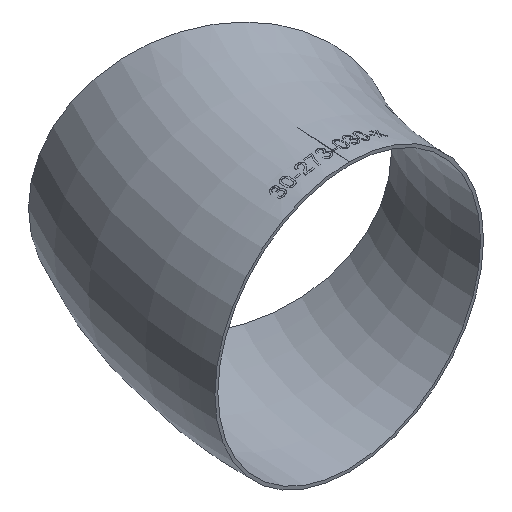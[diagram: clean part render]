
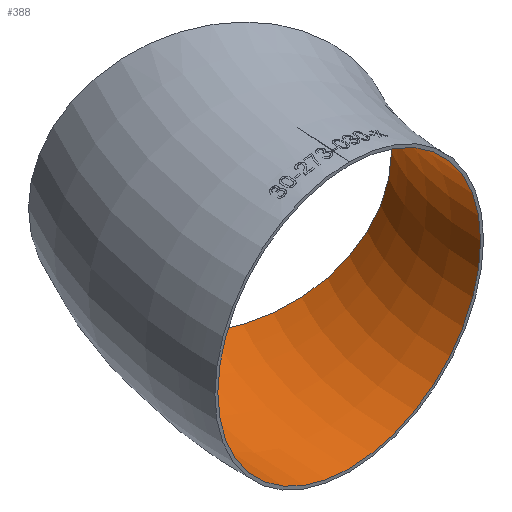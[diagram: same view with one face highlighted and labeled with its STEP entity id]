
A CAD part, isometric view. The second image highlights one B-rep face of the part: STEP entity #388.
In plain terms, the highlighted toroidal (fillet/blend) face has major radius 381 mm and minor radius 133.5 mm.
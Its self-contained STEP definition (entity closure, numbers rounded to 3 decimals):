
#39 = CARTESIAN_POINT ( 'NONE',  ( -445.57, 257.25, 0. ) ) ;
#277 = EDGE_LOOP ( 'NONE', ( #16093 ) ) ;
#388 = ADVANCED_FACE ( 'NONE', ( #10608, #20891 ), #5654, .F. ) ;
#915 = EDGE_LOOP ( 'NONE', ( #2844 ) ) ;
#2844 = ORIENTED_EDGE ( 'NONE', *, *, #28534, .F. ) ;
#5176 = VERTEX_POINT ( 'NONE', #39 ) ;
#5654 = TOROIDAL_SURFACE ( 'NONE', #16958, 381., 133.5 ) ;
#9411 = DIRECTION ( 'NONE',  ( 0., 1., 0. ) ) ;
#10608 = FACE_OUTER_BOUND ( 'NONE', #277, .T. ) ;
#10836 = CARTESIAN_POINT ( 'NONE',  ( -381., 0., 133.5 ) ) ;
#16093 = ORIENTED_EDGE ( 'NONE', *, *, #21572, .T. ) ;
#16958 = AXIS2_PLACEMENT_3D ( 'NONE', #26382, #31874, #31697 ) ;
#19118 = AXIS2_PLACEMENT_3D ( 'NONE', #33655, #9411, #28680 ) ;
#20505 = CARTESIAN_POINT ( 'NONE',  ( -329.956, 190.5, 0. ) ) ;
#20891 = FACE_OUTER_BOUND ( 'NONE', #915, .T. ) ;
#21195 = DIRECTION ( 'NONE',  ( 0.5, 0.866, 0. ) ) ;
#21572 = EDGE_CURVE ( 'NONE', #5176, #5176, #25927, .T. ) ;
#23760 = VERTEX_POINT ( 'NONE', #10836 ) ;
#25927 = CIRCLE ( 'NONE', #31596, 133.5 ) ;
#26382 = CARTESIAN_POINT ( 'NONE',  ( 0., 0., 0. ) ) ;
#28534 = EDGE_CURVE ( 'NONE', #23760, #23760, #34373, .T. ) ;
#28680 = DIRECTION ( 'NONE',  ( 0., 0., 1. ) ) ;
#31320 = DIRECTION ( 'NONE',  ( -0.866, 0.5, 0. ) ) ;
#31596 = AXIS2_PLACEMENT_3D ( 'NONE', #20505, #21195, #31320 ) ;
#31697 = DIRECTION ( 'NONE',  ( -1., 0., 0. ) ) ;
#31874 = DIRECTION ( 'NONE',  ( 0., 0., -1. ) ) ;
#33655 = CARTESIAN_POINT ( 'NONE',  ( -381., 0., 0. ) ) ;
#34373 = CIRCLE ( 'NONE', #19118, 133.5 ) ;
